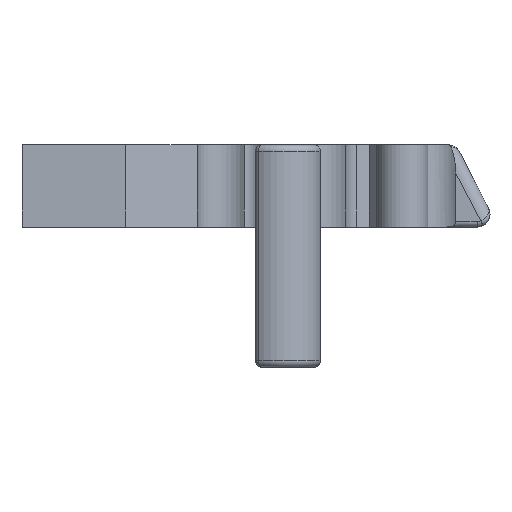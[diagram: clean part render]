
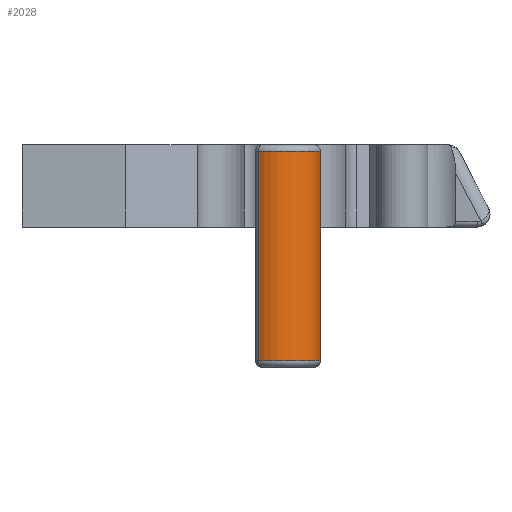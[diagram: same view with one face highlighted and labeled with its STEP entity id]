
A CAD part, front view. The second image highlights one B-rep face of the part: STEP entity #2028.
In plain terms, the highlighted cylindrical face has radius 1.575 mm (diameter 3.15 mm), a partial arc.
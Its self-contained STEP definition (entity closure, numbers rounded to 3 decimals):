
#64 = DIRECTION ( 'NONE',  ( 1., 0., 0. ) ) ;
#89 = ORIENTED_EDGE ( 'NONE', *, *, #1745, .T. ) ;
#94 = LINE ( 'NONE', #574, #1960 ) ;
#173 = CARTESIAN_POINT ( 'NONE',  ( 7.972, -4.81, 1.337 ) ) ;
#285 = EDGE_CURVE ( 'NONE', #2137, #1434, #2275, .T. ) ;
#395 = CARTESIAN_POINT ( 'NONE',  ( 9.527, -5.059, -7. ) ) ;
#496 = CARTESIAN_POINT ( 'NONE',  ( 7.132, -6.142, -6.75 ) ) ;
#574 = CARTESIAN_POINT ( 'NONE',  ( 7.132, -6.142, -7. ) ) ;
#777 = CYLINDRICAL_SURFACE ( 'NONE', #2446, 1.575 ) ;
#874 = DIRECTION ( 'NONE',  ( 0., 0., 1. ) ) ;
#986 = EDGE_LOOP ( 'NONE', ( #89, #1227, #1602, #2796 ) ) ;
#1120 = DIRECTION ( 'NONE',  ( -1., 0., 0. ) ) ;
#1123 = CARTESIAN_POINT ( 'NONE',  ( 7.132, -6.142, 1.337 ) ) ;
#1227 = ORIENTED_EDGE ( 'NONE', *, *, #1618, .T. ) ;
#1240 = AXIS2_PLACEMENT_3D ( 'NONE', #1484, #1906, #64 ) ;
#1286 = AXIS2_PLACEMENT_3D ( 'NONE', #173, #1754, #1120 ) ;
#1351 = VECTOR ( 'NONE', #874, 1000. ) ;
#1434 = VERTEX_POINT ( 'NONE', #2476 ) ;
#1484 = CARTESIAN_POINT ( 'NONE',  ( 7.972, -4.81, -6.75 ) ) ;
#1498 = DIRECTION ( 'NONE',  ( 0., 0., -1. ) ) ;
#1592 = EDGE_CURVE ( 'NONE', #1899, #2137, #1770, .T. ) ;
#1602 = ORIENTED_EDGE ( 'NONE', *, *, #1592, .T. ) ;
#1618 = EDGE_CURVE ( 'NONE', #2259, #1899, #94, .T. ) ;
#1745 = EDGE_CURVE ( 'NONE', #1434, #2259, #2571, .T. ) ;
#1754 = DIRECTION ( 'NONE',  ( 0., 0., -1. ) ) ;
#1770 = CIRCLE ( 'NONE', #1240, 1.575 ) ;
#1899 = VERTEX_POINT ( 'NONE', #496 ) ;
#1906 = DIRECTION ( 'NONE',  ( 0., 0., 1. ) ) ;
#1949 = DIRECTION ( 'NONE',  ( 1., 0., 0. ) ) ;
#1960 = VECTOR ( 'NONE', #1498, 1000. ) ;
#2003 = CARTESIAN_POINT ( 'NONE',  ( 9.527, -5.059, -6.75 ) ) ;
#2028 = ADVANCED_FACE ( 'NONE', ( #2146 ), #777, .T. ) ;
#2137 = VERTEX_POINT ( 'NONE', #2003 ) ;
#2146 = FACE_OUTER_BOUND ( 'NONE', #986, .T. ) ;
#2259 = VERTEX_POINT ( 'NONE', #1123 ) ;
#2275 = LINE ( 'NONE', #395, #1351 ) ;
#2392 = CARTESIAN_POINT ( 'NONE',  ( 7.972, -4.81, -7. ) ) ;
#2446 = AXIS2_PLACEMENT_3D ( 'NONE', #2392, #2870, #1949 ) ;
#2476 = CARTESIAN_POINT ( 'NONE',  ( 9.527, -5.059, 1.337 ) ) ;
#2571 = CIRCLE ( 'NONE', #1286, 1.575 ) ;
#2796 = ORIENTED_EDGE ( 'NONE', *, *, #285, .T. ) ;
#2870 = DIRECTION ( 'NONE',  ( 0., 0., 1. ) ) ;
